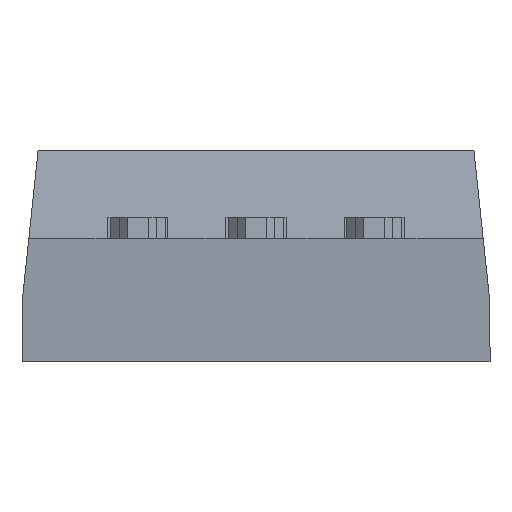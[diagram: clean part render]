
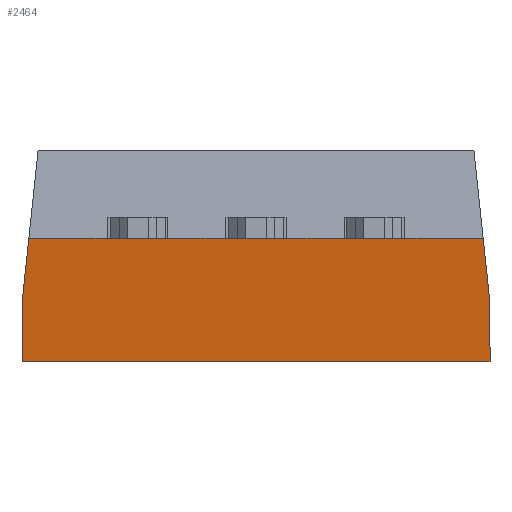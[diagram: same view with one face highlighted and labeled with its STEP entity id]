
A CAD part, front view. The second image highlights one B-rep face of the part: STEP entity #2464.
In plain terms, the highlighted planar face has unit normal (0, -0.995, -0.104).
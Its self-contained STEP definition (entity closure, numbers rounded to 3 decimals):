
#65 = EDGE_CURVE ( 'NONE', #1323, #1961, #2592, .T. ) ;
#103 = EDGE_LOOP ( 'NONE', ( #2631, #546, #1908, #994, #1098, #302, #269, #677, #1552, #2239, #2380, #307 ) ) ;
#205 = CARTESIAN_POINT ( 'NONE',  ( 1.95, -11.785, 2.665 ) ) ;
#215 = VECTOR ( 'NONE', #1560, 1000. ) ;
#217 = VECTOR ( 'NONE', #2562, 1000. ) ;
#221 = LINE ( 'NONE', #2348, #1315 ) ;
#225 = CARTESIAN_POINT ( 'NONE',  ( -0.6, -11.785, 2.665 ) ) ;
#235 = CARTESIAN_POINT ( 'NONE',  ( 5.05, -11.785, 2.665 ) ) ;
#237 = EDGE_CURVE ( 'NONE', #826, #1417, #2148, .T. ) ;
#269 = ORIENTED_EDGE ( 'NONE', *, *, #237, .T. ) ;
#299 = LINE ( 'NONE', #1138, #1745 ) ;
#302 = ORIENTED_EDGE ( 'NONE', *, *, #2221, .T. ) ;
#307 = ORIENTED_EDGE ( 'NONE', *, *, #1962, .T. ) ;
#320 = VECTOR ( 'NONE', #2405, 1000. ) ;
#350 = CARTESIAN_POINT ( 'NONE',  ( -5.05, -11.638, 1.265 ) ) ;
#351 = LINE ( 'NONE', #2197, #217 ) ;
#357 = LINE ( 'NONE', #890, #1605 ) ;
#391 = CARTESIAN_POINT ( 'NONE',  ( 3.15, -11.785, 2.665 ) ) ;
#447 = DIRECTION ( 'NONE',  ( -1., 0., 0. ) ) ;
#485 = DIRECTION ( 'NONE',  ( -1., 0., 0. ) ) ;
#546 = ORIENTED_EDGE ( 'NONE', *, *, #952, .T. ) ;
#572 = VERTEX_POINT ( 'NONE', #1702 ) ;
#612 = LINE ( 'NONE', #1162, #1341 ) ;
#677 = ORIENTED_EDGE ( 'NONE', *, *, #1179, .T. ) ;
#739 = EDGE_CURVE ( '��������1_5+��������1_4+��������1', #1235, #2424, #357, .T. ) ;
#775 = CARTESIAN_POINT ( 'NONE',  ( 5.05, -11.785, 2.665 ) ) ;
#826 = VERTEX_POINT ( 'NONE', #2188 ) ;
#853 = VERTEX_POINT ( 'NONE', #1290 ) ;
#890 = CARTESIAN_POINT ( 'NONE',  ( 5.05, -11.785, 2.665 ) ) ;
#897 = FACE_OUTER_BOUND ( 'NONE', #103, .T. ) ;
#913 = VECTOR ( 'NONE', #447, 1000. ) ;
#952 = EDGE_CURVE ( '��������1_5+��������1_14+��������', #2424, #1323, #1957, .T. ) ;
#981 = CARTESIAN_POINT ( 'NONE',  ( 5.05, -11.785, 2.665 ) ) ;
#994 = ORIENTED_EDGE ( 'NONE', *, *, #2524, .T. ) ;
#1077 = DIRECTION ( 'NONE',  ( 0., -0.105, 0.995 ) ) ;
#1098 = ORIENTED_EDGE ( 'NONE', *, *, #2178, .T. ) ;
#1138 = CARTESIAN_POINT ( 'NONE',  ( -4.795, -11.893, 3.688 ) ) ;
#1148 = DIRECTION ( 'NONE',  ( -1., 0., 0. ) ) ;
#1162 = CARTESIAN_POINT ( 'NONE',  ( -5.05, -11.785, 2.665 ) ) ;
#1179 = EDGE_CURVE ( '��������1_5+��������1_8+��������', #1417, #1448, #299, .T. ) ;
#1202 = DIRECTION ( 'NONE',  ( -1., 0., 0. ) ) ;
#1206 = AXIS2_PLACEMENT_3D ( 'NONE', #981, #1527, #1077 ) ;
#1233 = CARTESIAN_POINT ( 'NONE',  ( -5.05, -11.505, 0. ) ) ;
#1235 = VERTEX_POINT ( 'NONE', #2596 ) ;
#1241 = DIRECTION ( 'NONE',  ( 0., 0.105, -0.995 ) ) ;
#1278 = VECTOR ( 'NONE', #1202, 1000. ) ;
#1290 = CARTESIAN_POINT ( 'NONE',  ( 5.05, -11.505, 0. ) ) ;
#1315 = VECTOR ( 'NONE', #1788, 1000. ) ;
#1319 = LINE ( 'NONE', #1881, #215 ) ;
#1323 = VERTEX_POINT ( 'NONE', #205 ) ;
#1341 = VECTOR ( 'NONE', #1241, 1000. ) ;
#1345 = EDGE_CURVE ( '��������1_1+��������1_5+��������', #572, #853, #2017, .T. ) ;
#1371 = CARTESIAN_POINT ( 'NONE',  ( 5.05, -11.785, 2.665 ) ) ;
#1417 = VERTEX_POINT ( 'NONE', #2443 ) ;
#1432 = CARTESIAN_POINT ( 'NONE',  ( -1.95, -11.785, 2.665 ) ) ;
#1448 = VERTEX_POINT ( 'NONE', #350 ) ;
#1457 = VERTEX_POINT ( 'NONE', #1233 ) ;
#1464 = LINE ( 'NONE', #775, #1278 ) ;
#1522 = LINE ( 'NONE', #2400, #320 ) ;
#1527 = DIRECTION ( 'NONE',  ( 0., 0.995, 0.105 ) ) ;
#1552 = ORIENTED_EDGE ( 'NONE', *, *, #2160, .T. ) ;
#1560 = DIRECTION ( 'NONE',  ( -1., 0., 0. ) ) ;
#1605 = VECTOR ( 'NONE', #485, 1000. ) ;
#1692 = CARTESIAN_POINT ( 'NONE',  ( 5.05, -11.785, 2.665 ) ) ;
#1695 = CARTESIAN_POINT ( 'NONE',  ( 5.05, -11.785, 2.665 ) ) ;
#1702 = CARTESIAN_POINT ( 'NONE',  ( 5.05, -11.638, 1.265 ) ) ;
#1745 = VECTOR ( 'NONE', #1969, 1000. ) ;
#1788 = DIRECTION ( 'NONE',  ( -1., 0., 0. ) ) ;
#1828 = PLANE ( 'NONE',  #1206 ) ;
#1833 = CARTESIAN_POINT ( 'NONE',  ( 0.6, -11.785, 2.665 ) ) ;
#1840 = VECTOR ( 'NONE', #2390, 1000. ) ;
#1881 = CARTESIAN_POINT ( 'NONE',  ( 5.05, -11.505, 0. ) ) ;
#1908 = ORIENTED_EDGE ( 'NONE', *, *, #65, .T. ) ;
#1946 = DIRECTION ( 'NONE',  ( -1., 0., 0. ) ) ;
#1957 = LINE ( 'NONE', #1371, #2046 ) ;
#1961 = VERTEX_POINT ( 'NONE', #1833 ) ;
#1962 = EDGE_CURVE ( '��������1_5+��������1_7+��������', #572, #1235, #351, .T. ) ;
#1969 = DIRECTION ( 'NONE',  ( -0.104, 0.104, -0.989 ) ) ;
#2017 = LINE ( 'NONE', #1692, #1840 ) ;
#2046 = VECTOR ( 'NONE', #1148, 1000. ) ;
#2148 = LINE ( 'NONE', #1695, #2573 ) ;
#2160 = EDGE_CURVE ( '��������1_5+��������1_0+��������', #1448, #1457, #612, .T. ) ;
#2178 = EDGE_CURVE ( 'NONE', #2422, #2256, #221, .T. ) ;
#2188 = CARTESIAN_POINT ( 'NONE',  ( -3.15, -11.785, 2.665 ) ) ;
#2197 = CARTESIAN_POINT ( 'NONE',  ( 4.904, -11.783, 2.65 ) ) ;
#2221 = EDGE_CURVE ( '��������1_5+��������1_35+��������', #2256, #826, #1522, .T. ) ;
#2239 = ORIENTED_EDGE ( 'NONE', *, *, #2639, .F. ) ;
#2256 = VERTEX_POINT ( 'NONE', #1432 ) ;
#2348 = CARTESIAN_POINT ( 'NONE',  ( 5.05, -11.785, 2.665 ) ) ;
#2380 = ORIENTED_EDGE ( 'NONE', *, *, #1345, .F. ) ;
#2390 = DIRECTION ( 'NONE',  ( 0., 0.105, -0.995 ) ) ;
#2400 = CARTESIAN_POINT ( 'NONE',  ( 5.05, -11.785, 2.665 ) ) ;
#2405 = DIRECTION ( 'NONE',  ( -1., 0., 0. ) ) ;
#2422 = VERTEX_POINT ( 'NONE', #225 ) ;
#2424 = VERTEX_POINT ( 'NONE', #391 ) ;
#2443 = CARTESIAN_POINT ( 'NONE',  ( -4.903, -11.785, 2.665 ) ) ;
#2464 = ADVANCED_FACE ( 'NONE', ( #897 ), #1828, .F. ) ;
#2524 = EDGE_CURVE ( '��������1_5+��������1_56+��������', #1961, #2422, #1464, .T. ) ;
#2562 = DIRECTION ( 'NONE',  ( -0.104, -0.104, 0.989 ) ) ;
#2573 = VECTOR ( 'NONE', #1946, 1000. ) ;
#2592 = LINE ( 'NONE', #235, #913 ) ;
#2596 = CARTESIAN_POINT ( 'NONE',  ( 4.903, -11.785, 2.665 ) ) ;
#2631 = ORIENTED_EDGE ( 'NONE', *, *, #739, .T. ) ;
#2639 = EDGE_CURVE ( '��������1_3+��������1_5+��������', #853, #1457, #1319, .T. ) ;
